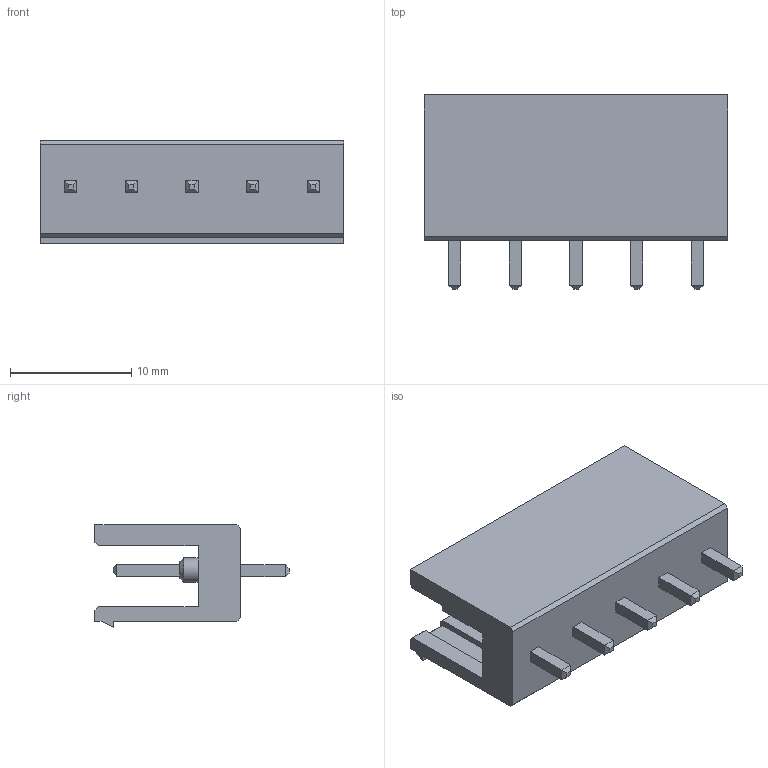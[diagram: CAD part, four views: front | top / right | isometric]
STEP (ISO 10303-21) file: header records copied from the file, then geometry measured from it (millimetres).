
FILE_DESCRIPTION (( 'STEP AP203' ), '1' );
FILE_NAME ('抔樦擨鴀 5EHDV-05P.STEP', '2014-04-28T10:12:23', ( '' ), ( '' ), 'SwSTEP 2.0', 'SolidWorks 2012', '' );
FILE_SCHEMA (( 'CONFIG_CONTROL_DESIGN' ));
Length unit declared in the file: millimetre
Products named in the file (1): 抔樦擨鴀 5EHDV-05P
Bounding box: 25 x 16 x 8.47 mm (x, y, z)
Volume: 1224.3 mm3; surface area: 1816.7 mm2
Topology: 1 solids, 1 shells, 207 faces, 520 edges, 325 vertices
Faces by surface type: plane 167, cone 20, cylinder 20
Entity records: 6181 total; most frequent: CARTESIAN_POINT 1203, ORIENTED_EDGE 1040, DIRECTION 966, EDGE_CURVE 520, LINE 390, VECTOR 390, VERTEX_POINT 325, AXIS2_PLACEMENT_3D 288
